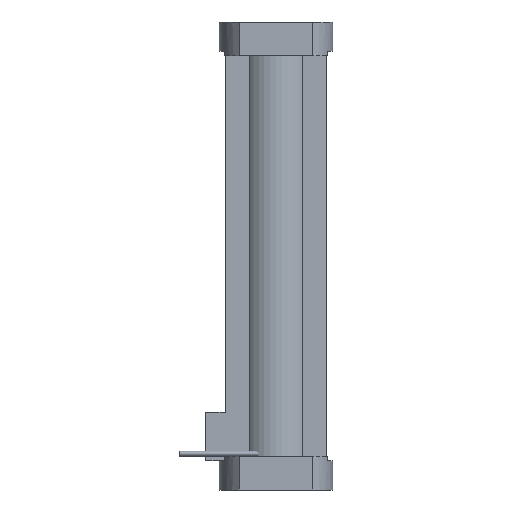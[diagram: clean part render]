
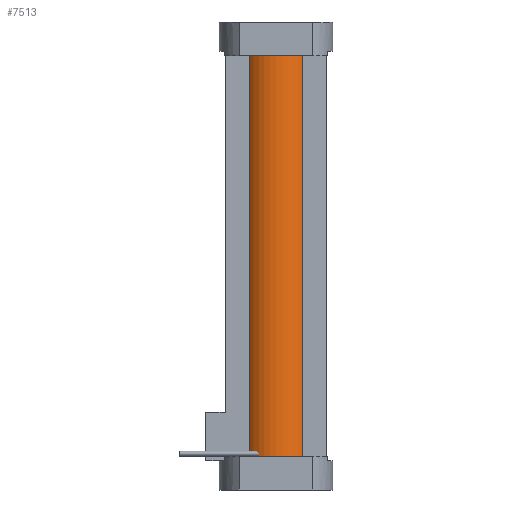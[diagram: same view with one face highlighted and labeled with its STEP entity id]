
A CAD part, left-side view. The second image highlights one B-rep face of the part: STEP entity #7513.
In plain terms, the highlighted cylindrical face has radius 7.4 mm (diameter 14.8 mm), a partial arc.
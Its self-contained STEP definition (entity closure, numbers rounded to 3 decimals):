
#2492 = CARTESIAN_POINT ( 'NONE',  ( -5.272, -5.193, 90.6 ) ) ;
#2875 = CARTESIAN_POINT ( 'NONE',  ( -5.821, -4.569, 90.6 ) ) ;
#3486 = CIRCLE ( 'NONE', #4229, 7.4 ) ;
#3490 = DIRECTION ( 'NONE',  ( 0., 0., 1. ) ) ;
#3796 = AXIS2_PLACEMENT_3D ( 'NONE', #3856, #3490, #4474 ) ;
#3812 = DIRECTION ( 'NONE',  ( 1., 0., 0. ) ) ;
#3856 = CARTESIAN_POINT ( 'NONE',  ( 0., 0., 6. ) ) ;
#4014 = CARTESIAN_POINT ( 'NONE',  ( -5.272, 5.193, 6. ) ) ;
#4221 = DIRECTION ( 'NONE',  ( 0., 0., 1. ) ) ;
#4222 = CARTESIAN_POINT ( 'NONE',  ( 0., 0., 90.6 ) ) ;
#4229 = AXIS2_PLACEMENT_3D ( 'NONE', #4222, #4221, #4471 ) ;
#4232 = CIRCLE ( 'NONE', #3796, 7.4 ) ;
#4247 = CARTESIAN_POINT ( 'NONE',  ( -5., 5.455, 6. ) ) ;
#4291 = CARTESIAN_POINT ( 'NONE',  ( -5.821, 4.569, 6. ) ) ;
#4471 = DIRECTION ( 'NONE',  ( 1., 0., 0. ) ) ;
#4474 = DIRECTION ( 'NONE',  ( 1., 0., 0. ) ) ;
#4626 = CYLINDRICAL_SURFACE ( 'NONE', #4645, 7.4 ) ;
#4640 = DIRECTION ( 'NONE',  ( 0., 0., 1. ) ) ;
#4644 = DIRECTION ( 'NONE',  ( 1., 0., 0. ) ) ;
#4645 = AXIS2_PLACEMENT_3D ( 'NONE', #4655, #4640, #4644 ) ;
#4654 = CARTESIAN_POINT ( 'NONE',  ( -5., 5.455, 90.6 ) ) ;
#4655 = CARTESIAN_POINT ( 'NONE',  ( 0., 0., -14.93 ) ) ;
#4755 = FACE_OUTER_BOUND ( 'NONE', #7687, .T. ) ;
#4941 = CARTESIAN_POINT ( 'NONE',  ( 0., 0., 90.6 ) ) ;
#4944 = DIRECTION ( 'NONE',  ( 1., 0., 0. ) ) ;
#4945 = DIRECTION ( 'NONE',  ( 0., 0., 1. ) ) ;
#4946 = AXIS2_PLACEMENT_3D ( 'NONE', #4965, #4945, #4944 ) ;
#4955 = CIRCLE ( 'NONE', #4946, 7.4 ) ;
#4965 = CARTESIAN_POINT ( 'NONE',  ( 0., 0., 6. ) ) ;
#4974 = DIRECTION ( 'NONE',  ( 1., 0., 0. ) ) ;
#4975 = DIRECTION ( 'NONE',  ( 0., 0., 1. ) ) ;
#4980 = DIRECTION ( 'NONE',  ( 1., 0., 0. ) ) ;
#4981 = DIRECTION ( 'NONE',  ( 0., 0., 1. ) ) ;
#4982 = CARTESIAN_POINT ( 'NONE',  ( 0., 0., 6. ) ) ;
#4983 = CARTESIAN_POINT ( 'NONE',  ( -5.821, 4.569, 90.6 ) ) ;
#4995 = CIRCLE ( 'NONE', #5013, 7.4 ) ;
#4998 = DIRECTION ( 'NONE',  ( 0., 0., -1. ) ) ;
#5010 = LINE ( 'NONE', #5107, #5105 ) ;
#5013 = AXIS2_PLACEMENT_3D ( 'NONE', #4982, #4981, #4980 ) ;
#5030 = CARTESIAN_POINT ( 'NONE',  ( -5., -5.455, 90.6 ) ) ;
#5031 = CARTESIAN_POINT ( 'NONE',  ( -5., -5.455, -14.93 ) ) ;
#5032 = LINE ( 'NONE', #5031, #5066 ) ;
#5065 = DIRECTION ( 'NONE',  ( 0., 0., 1. ) ) ;
#5066 = VECTOR ( 'NONE', #5065, 1000. ) ;
#5068 = CIRCLE ( 'NONE', #5076, 7.4 ) ;
#5070 = DIRECTION ( 'NONE',  ( 1., 0., 0. ) ) ;
#5075 = CARTESIAN_POINT ( 'NONE',  ( 0., 0., 90.6 ) ) ;
#5076 = AXIS2_PLACEMENT_3D ( 'NONE', #5075, #4975, #4974 ) ;
#5077 = DIRECTION ( 'NONE',  ( 1., 0., 0. ) ) ;
#5078 = DIRECTION ( 'NONE',  ( 0., 0., 1. ) ) ;
#5080 = AXIS2_PLACEMENT_3D ( 'NONE', #5089, #5078, #5077 ) ;
#5084 = DIRECTION ( 'NONE',  ( 0., 0., 1. ) ) ;
#5085 = DIRECTION ( 'NONE',  ( 1., 0., 0. ) ) ;
#5086 = DIRECTION ( 'NONE',  ( 0., 0., 1. ) ) ;
#5087 = CARTESIAN_POINT ( 'NONE',  ( 0., 0., 90.6 ) ) ;
#5088 = AXIS2_PLACEMENT_3D ( 'NONE', #5087, #5086, #5085 ) ;
#5089 = CARTESIAN_POINT ( 'NONE',  ( 0., 0., 6. ) ) ;
#5091 = CIRCLE ( 'NONE', #5151, 7.4 ) ;
#5094 = DIRECTION ( 'NONE',  ( 0., 0., 1. ) ) ;
#5095 = AXIS2_PLACEMENT_3D ( 'NONE', #4941, #5094, #3812 ) ;
#5096 = CIRCLE ( 'NONE', #5095, 7.4 ) ;
#5105 = VECTOR ( 'NONE', #4998, 1000. ) ;
#5107 = CARTESIAN_POINT ( 'NONE',  ( -5., 5.455, -14.93 ) ) ;
#5109 = DIRECTION ( 'NONE',  ( 1., 0., 0. ) ) ;
#5110 = DIRECTION ( 'NONE',  ( 0., 0., 1. ) ) ;
#5117 = CIRCLE ( 'NONE', #5118, 7.4 ) ;
#5118 = AXIS2_PLACEMENT_3D ( 'NONE', #5131, #5110, #5109 ) ;
#5119 = CARTESIAN_POINT ( 'NONE',  ( -5.272, 5.193, 90.6 ) ) ;
#5125 = CARTESIAN_POINT ( 'NONE',  ( -5.821, -4.569, 6. ) ) ;
#5130 = CARTESIAN_POINT ( 'NONE',  ( -5.272, -5.193, 6. ) ) ;
#5131 = CARTESIAN_POINT ( 'NONE',  ( 0., 0., 6. ) ) ;
#5146 = CIRCLE ( 'NONE', #5088, 7.4 ) ;
#5151 = AXIS2_PLACEMENT_3D ( 'NONE', #5167, #5084, #5070 ) ;
#5152 = CIRCLE ( 'NONE', #5080, 7.4 ) ;
#5167 = CARTESIAN_POINT ( 'NONE',  ( 0., 0., 90.6 ) ) ;
#5320 = CARTESIAN_POINT ( 'NONE',  ( -5., -5.455, 6. ) ) ;
#6405 = VERTEX_POINT ( 'NONE', #2492 ) ;
#6518 = VERTEX_POINT ( 'NONE', #2875 ) ;
#7101 = VERTEX_POINT ( 'NONE', #4014 ) ;
#7137 = VERTEX_POINT ( 'NONE', #4291 ) ;
#7150 = VERTEX_POINT ( 'NONE', #4247 ) ;
#7510 = VERTEX_POINT ( 'NONE', #4654 ) ;
#7512 = ORIENTED_EDGE ( 'NONE', *, *, #7619, .F. ) ;
#7513 = ADVANCED_FACE ( 'NONE', ( #4755 ), #4626, .T. ) ;
#7515 = EDGE_CURVE ( 'NONE', #7137, #7538, #4232, .T. ) ;
#7516 = EDGE_CURVE ( 'NONE', #6518, #6405, #3486, .T. ) ;
#7526 = ORIENTED_EDGE ( 'NONE', *, *, #7634, .F. ) ;
#7527 = EDGE_CURVE ( 'NONE', #7659, #7531, #5032, .T. ) ;
#7528 = ORIENTED_EDGE ( 'NONE', *, *, #7516, .F. ) ;
#7531 = VERTEX_POINT ( 'NONE', #5030 ) ;
#7538 = VERTEX_POINT ( 'NONE', #5125 ) ;
#7539 = VERTEX_POINT ( 'NONE', #5130 ) ;
#7546 = EDGE_CURVE ( 'NONE', #7539, #7659, #5117, .T. ) ;
#7555 = EDGE_CURVE ( 'NONE', #7510, #7150, #5010, .T. ) ;
#7556 = ORIENTED_EDGE ( 'NONE', *, *, #7620, .F. ) ;
#7561 = EDGE_CURVE ( 'NONE', #7101, #7137, #4995, .T. ) ;
#7563 = VERTEX_POINT ( 'NONE', #5119 ) ;
#7564 = ORIENTED_EDGE ( 'NONE', *, *, #7555, .T. ) ;
#7565 = VERTEX_POINT ( 'NONE', #4983 ) ;
#7613 = ORIENTED_EDGE ( 'NONE', *, *, #7617, .T. ) ;
#7614 = ORIENTED_EDGE ( 'NONE', *, *, #7561, .T. ) ;
#7616 = EDGE_CURVE ( 'NONE', #7565, #6518, #5146, .T. ) ;
#7617 = EDGE_CURVE ( 'NONE', #7538, #7539, #5152, .T. ) ;
#7618 = ORIENTED_EDGE ( 'NONE', *, *, #7631, .T. ) ;
#7619 = EDGE_CURVE ( 'NONE', #7563, #7565, #5091, .T. ) ;
#7620 = EDGE_CURVE ( 'NONE', #7510, #7563, #5068, .T. ) ;
#7623 = ORIENTED_EDGE ( 'NONE', *, *, #7616, .F. ) ;
#7624 = ORIENTED_EDGE ( 'NONE', *, *, #7515, .T. ) ;
#7631 = EDGE_CURVE ( 'NONE', #7150, #7101, #4955, .T. ) ;
#7634 = EDGE_CURVE ( 'NONE', #6405, #7531, #5096, .T. ) ;
#7659 = VERTEX_POINT ( 'NONE', #5320 ) ;
#7682 = ORIENTED_EDGE ( 'NONE', *, *, #7546, .T. ) ;
#7686 = ORIENTED_EDGE ( 'NONE', *, *, #7527, .T. ) ;
#7687 = EDGE_LOOP ( 'NONE', ( #7682, #7686, #7526, #7528, #7623, #7512, #7556, #7564, #7618, #7614, #7624, #7613 ) ) ;
